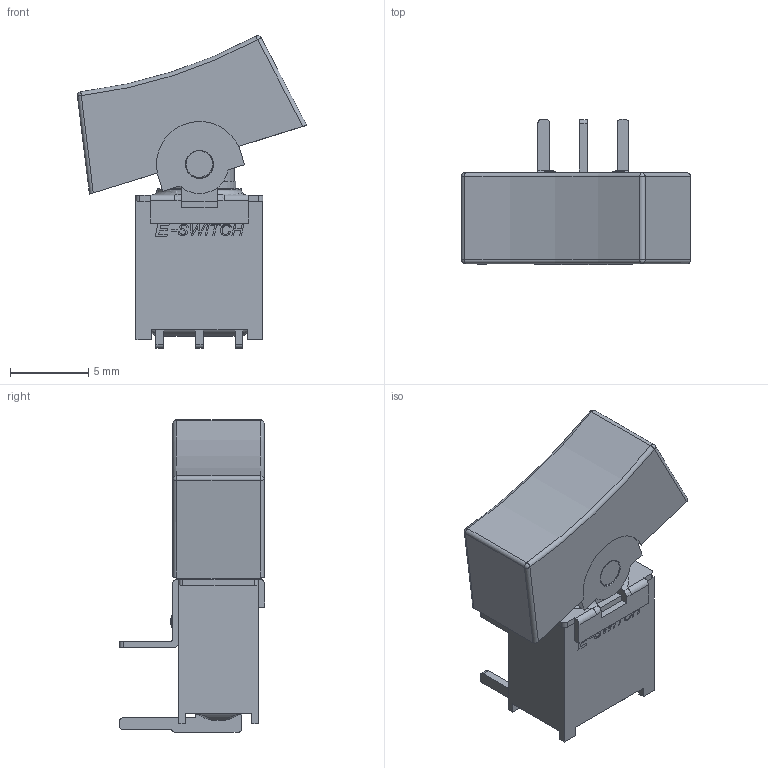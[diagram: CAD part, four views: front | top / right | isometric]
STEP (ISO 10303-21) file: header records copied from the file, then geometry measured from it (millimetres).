
FILE_DESCRIPTION(/* description */ (''),/* implementation_level */ '2;1');
FILE_NAME(/* name */ '400AWMSPxR2xxxM6xE.stp',/* time_stamp */ '2025-05-14T15:15:11-05:00',/* author */ ('mroman'),/* organization */ (''),/* preprocessor_version */ 'ST-DEVELOPER v18.1',/* originating_system */ 'Autodesk Inventor 2022',/* authorisation */ '');
FILE_SCHEMA (('AUTOMOTIVE_DESIGN { 1 0 10303 214 3 1 1 }','AP242_MANAGED_MODEL_BASED_3D_ENGINEERING_MIM_LF {1 0 10303 442 1 1 4}'));
Length unit declared in the file: inch
Products named in the file (1): 400AWMSPxR2xxxM6xE
Bounding box: 14.69 x 9.3 x 20.03 mm (x, y, z)
Volume: 630.2 mm3; surface area: 1090.7 mm2
Topology: 1 solids, 1 shells, 298 faces, 822 edges, 534 vertices
Faces by surface type: plane 181, cylinder 57, bspline 48, torus 6, sphere 4, cone 2
Full cylindrical faces by diameter (mm): 1.8 x4, 3.5 x1
Entity records: 9995 total; most frequent: CARTESIAN_POINT 2589, ORIENTED_EDGE 1636, DIRECTION 1366, EDGE_CURVE 818, LINE 556, VECTOR 556, VERTEX_POINT 534, AXIS2_PLACEMENT_3D 405
